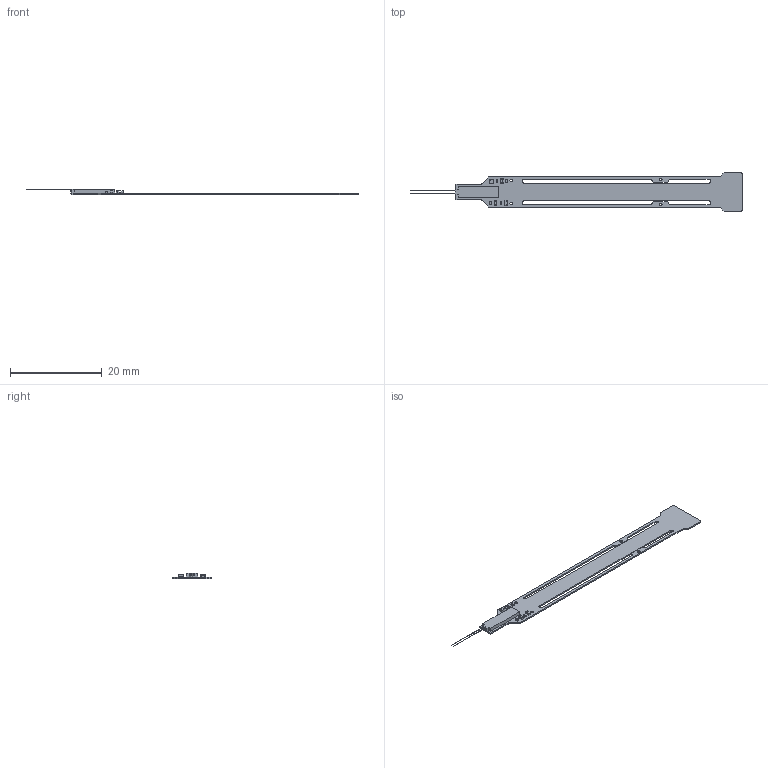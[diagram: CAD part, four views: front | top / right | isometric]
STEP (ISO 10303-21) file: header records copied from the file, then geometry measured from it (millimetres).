
FILE_DESCRIPTION(/* description */ (''),/* implementation_level */ '2;1');
FILE_NAME(/* name */ 'Neuropixels 2-Probe NPM_FLEX_00-00.stp',/* time_stamp */ '2025-04-16T11:18:24-04:00',/* author */ ('arnoldj'),/* organization */ (''),/* preprocessor_version */ 'ST-DEVELOPER v19.2',/* originating_system */ 'Autodesk Inventor 2023',/* authorisation */ '');
FILE_SCHEMA (('AUTOMOTIVE_DESIGN { 1 0 10303 214 3 1 1 }'));
Length unit declared in the file: inch
Products named in the file (1): NPM_FLEX_00-00
Bounding box: 72.18 x 8.4 x 1.1 mm (x, y, z)
Volume: 122.3 mm3; surface area: 872.1 mm2
Topology: 31 solids, 31 shells, 515 faces, 1208 edges, 650 vertices
Faces by surface type: plane 171, cylinder 158, sphere 116, bspline 70
Full cylindrical faces by diameter (mm): 0.6 x4
Entity records: 15362 total; most frequent: CARTESIAN_POINT 4439, DIRECTION 2259, ORIENTED_EDGE 2206, EDGE_CURVE 1103, AXIS2_PLACEMENT_3D 878, VERTEX_POINT 650, EDGE_LOOP 527, FACE_OUTER_BOUND 515
